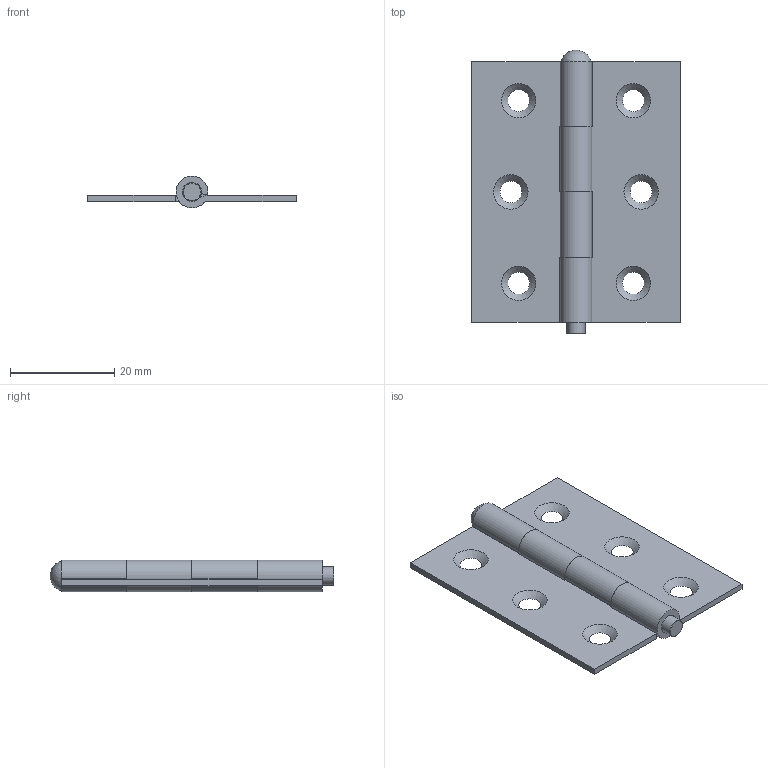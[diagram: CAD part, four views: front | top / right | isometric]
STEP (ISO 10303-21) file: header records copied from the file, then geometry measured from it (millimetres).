
FILE_DESCRIPTION (( 'STEP AP203' ), '1' );
FILE_NAME ('456-11.step', '2021-11-25T13:28:02', ( '' ), ( '' ), 'SwSTEP 2.0', 'SolidWorks 2018', '' );
FILE_SCHEMA (( 'CONFIG_CONTROL_DESIGN' ));
Length unit declared in the file: millimetre
Products named in the file (7): 456-11 Teil1; 456-11 Teil2; 456-11 Teil3; 456-11
Assembly tree (3 placements, depth 2):
  456-11 Teil2
  456-11 Teil1
  456-11 Teil3
  456-11
    456-11 Teil1
    456-11 Teil2
    456-11 Teil3
Bounding box: 40 x 54.38 x 6.09 mm (x, y, z)
Volume: 3314.8 mm3; surface area: 5907.5 mm2
Topology: 3 solids, 3 shells, 227 faces, 609 edges, 408 vertices
Faces by surface type: plane 137, bspline 65, cylinder 17, cone 7, sphere 1
Full cylindrical faces by diameter (mm): 3.5 x1
Entity records: 10843 total; most frequent: CARTESIAN_POINT 4960, ORIENTED_EDGE 1190, DIRECTION 851, EDGE_CURVE 595, LINE 417, VECTOR 417, VERTEX_POINT 402, EDGE_LOOP 267
